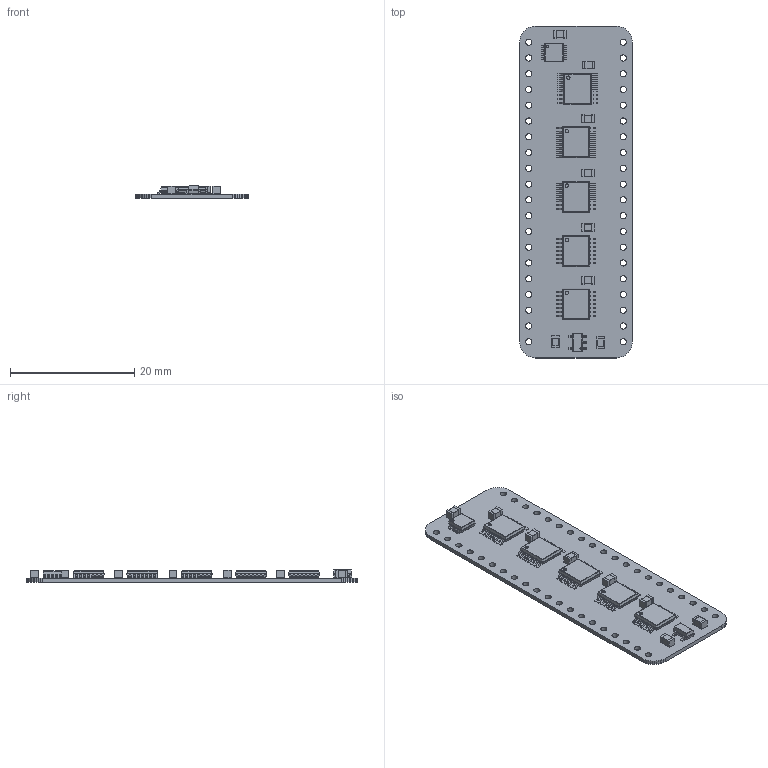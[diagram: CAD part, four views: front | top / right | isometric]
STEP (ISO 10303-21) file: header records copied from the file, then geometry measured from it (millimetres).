
FILE_DESCRIPTION(('KiCad electronic assembly'),'2;1');
FILE_NAME('Sound Device Select.step','2023-10-19T08:38:31',('Pcbnew'),( 'Kicad'),'Open CASCADE STEP processor 7.6','KiCad to STEP converter' ,'Unknown');
FILE_SCHEMA(('AUTOMOTIVE_DESIGN { 1 0 10303 214 1 1 1 1 }'));
Length unit declared in the file: millimetre
Products named in the file (12): Sound Device Select 1; 74LVC74APW,118; COMPOUND; MC74VHC139DR2G; C_0805_2012Metric; SOLID; 74LVC2G08DP-Q100H; AP7365-33WG-7; Sound Device Select PCB
Assembly tree (21 placements, depth 3):
  Sound Device Select 1
    74LVC74APW,118  x3
      COMPOUND
    MC74VHC139DR2G  x2
      COMPOUND
    C_0805_2012Metric  x8
      SOLID
    74LVC2G08DP-Q100H
      COMPOUND
    AP7365-33WG-7
      COMPOUND
    Sound Device Select PCB
Bounding box: 18.13 x 53.49 x 2.03 mm (x, y, z)
Volume: 780.2 mm3; surface area: 2573.3 mm2
Topology: 103 solids, 103 shells, 1621 faces, 4064 edges, 2672 vertices
Faces by surface type: plane 1161, cylinder 460
Full cylindrical faces by diameter (mm): 0.2 x1, 0.375 x1, 0.55 x5, 1 x40
Entity records: 50428 total; most frequent: CARTESIAN_POINT 9844, DIRECTION 7612, LINE 5053, VECTOR 5053, ORIENTED_EDGE 3934, PCURVE 3934, DEFINITIONAL_REPRESENTATION 3934, EDGE_CURVE 1967
